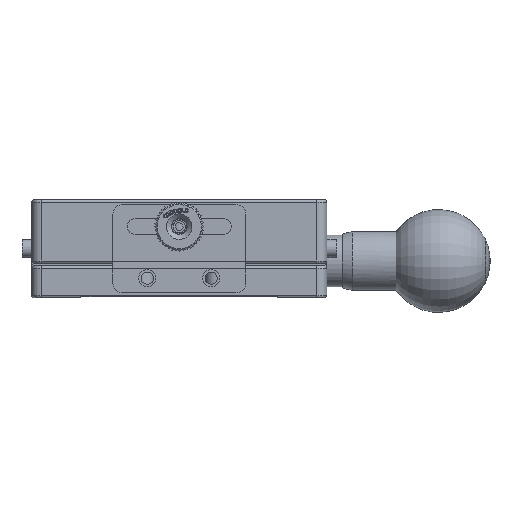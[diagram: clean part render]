
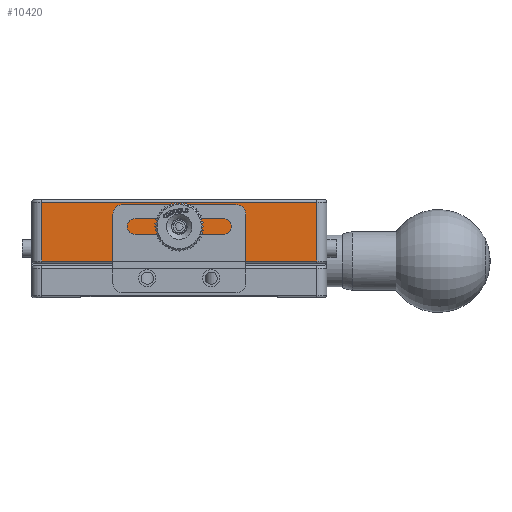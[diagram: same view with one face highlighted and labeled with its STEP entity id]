
A CAD part, left-side view. The second image highlights one B-rep face of the part: STEP entity #10420.
In plain terms, the highlighted planar face has unit normal (-1, 0, 0).
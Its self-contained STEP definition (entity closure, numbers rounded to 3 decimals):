
#2239 = VERTEX_POINT ( 'NONE', #26525 ) ;
#2355 = VECTOR ( 'NONE', #38524, 1000. ) ;
#2617 = ORIENTED_EDGE ( 'NONE', *, *, #5768, .T. ) ;
#4226 = DIRECTION ( 'NONE',  ( 1., 0., 0. ) ) ;
#4633 = CARTESIAN_POINT ( 'NONE',  ( -30., 30., 7. ) ) ;
#4938 = CARTESIAN_POINT ( 'NONE',  ( -30., -28., 7.5 ) ) ;
#5363 = ORIENTED_EDGE ( 'NONE', *, *, #9586, .T. ) ;
#5366 = CARTESIAN_POINT ( 'NONE',  ( -30., -28., 7. ) ) ;
#5768 = EDGE_CURVE ( 'NONE', #2239, #17524, #7940, .T. ) ;
#6624 = DIRECTION ( 'NONE',  ( 0., 0., 1. ) ) ;
#6721 = CARTESIAN_POINT ( 'NONE',  ( -30., -28., 19.5 ) ) ;
#7757 = FACE_BOUND ( 'NONE', #34896, .T. ) ;
#7940 = LINE ( 'NONE', #4938, #14052 ) ;
#9586 = EDGE_CURVE ( 'NONE', #17524, #36451, #24954, .T. ) ;
#10090 = CARTESIAN_POINT ( 'NONE',  ( -30., -28., 7.5 ) ) ;
#10420 = ADVANCED_FACE ( 'NONE', ( #7757, #21841 ), #37801, .F. ) ;
#10836 = LINE ( 'NONE', #38253, #17439 ) ;
#12102 = EDGE_CURVE ( 'NONE', #36451, #26429, #10836, .T. ) ;
#12968 = DIRECTION ( 'NONE',  ( 0., 0., -1. ) ) ;
#13834 = VERTEX_POINT ( 'NONE', #18604 ) ;
#14052 = VECTOR ( 'NONE', #29244, 1000. ) ;
#15310 = DIRECTION ( 'NONE',  ( -1., 0., 0. ) ) ;
#17439 = VECTOR ( 'NONE', #20188, 1000. ) ;
#17524 = VERTEX_POINT ( 'NONE', #10090 ) ;
#18604 = CARTESIAN_POINT ( 'NONE',  ( -30., 0., 15.75 ) ) ;
#18669 = ORIENTED_EDGE ( 'NONE', *, *, #27022, .F. ) ;
#20188 = DIRECTION ( 'NONE',  ( 0., 1., 0. ) ) ;
#21841 = FACE_OUTER_BOUND ( 'NONE', #37585, .T. ) ;
#23249 = EDGE_CURVE ( 'NONE', #26429, #2239, #28229, .T. ) ;
#24293 = ORIENTED_EDGE ( 'NONE', *, *, #12102, .T. ) ;
#24453 = VECTOR ( 'NONE', #12968, 1000. ) ;
#24954 = LINE ( 'NONE', #5366, #2355 ) ;
#25293 = DIRECTION ( 'NONE',  ( 0., -1., 0. ) ) ;
#26351 = ORIENTED_EDGE ( 'NONE', *, *, #23249, .T. ) ;
#26429 = VERTEX_POINT ( 'NONE', #31918 ) ;
#26525 = CARTESIAN_POINT ( 'NONE',  ( -30., 28., 7.5 ) ) ;
#27022 = EDGE_CURVE ( 'NONE', #13834, #13834, #32468, .T. ) ;
#28229 = LINE ( 'NONE', #33480, #24453 ) ;
#29244 = DIRECTION ( 'NONE',  ( 0., -1., 0. ) ) ;
#30796 = CARTESIAN_POINT ( 'NONE',  ( -30., 0., 14.5 ) ) ;
#31776 = AXIS2_PLACEMENT_3D ( 'NONE', #30796, #15310, #6624 ) ;
#31918 = CARTESIAN_POINT ( 'NONE',  ( -30., 28., 19.5 ) ) ;
#32468 = CIRCLE ( 'NONE', #31776, 1.25 ) ;
#33480 = CARTESIAN_POINT ( 'NONE',  ( -30., 28., 7. ) ) ;
#33631 = AXIS2_PLACEMENT_3D ( 'NONE', #4633, #4226, #25293 ) ;
#34896 = EDGE_LOOP ( 'NONE', ( #18669 ) ) ;
#36451 = VERTEX_POINT ( 'NONE', #6721 ) ;
#37585 = EDGE_LOOP ( 'NONE', ( #26351, #2617, #5363, #24293 ) ) ;
#37801 = PLANE ( 'NONE',  #33631 ) ;
#38253 = CARTESIAN_POINT ( 'NONE',  ( -30., 30., 19.5 ) ) ;
#38524 = DIRECTION ( 'NONE',  ( 0., 0., 1. ) ) ;
